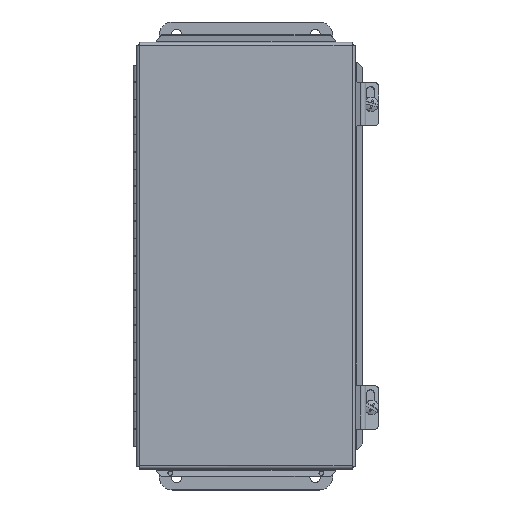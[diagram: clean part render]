
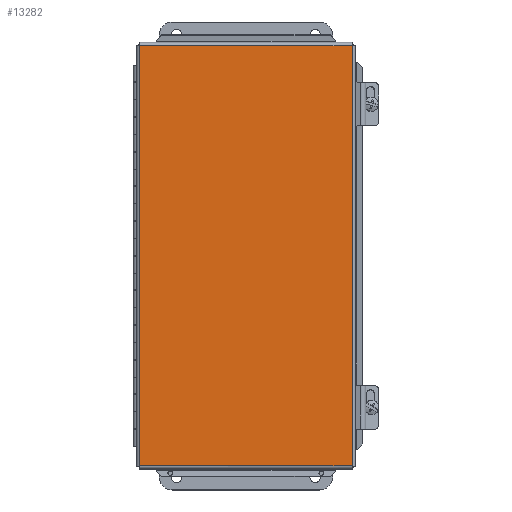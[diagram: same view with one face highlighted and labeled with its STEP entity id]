
A CAD part, top view. The second image highlights one B-rep face of the part: STEP entity #13282.
In plain terms, the highlighted face is planar.
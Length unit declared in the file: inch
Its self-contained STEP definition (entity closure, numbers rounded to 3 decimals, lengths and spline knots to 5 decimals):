
#12601=CARTESIAN_POINT('',(6.21675,0.09325,0.));
#12602=VERTEX_POINT('',#12601);
#12613=CARTESIAN_POINT('',(6.21675,12.21675,0.));
#12614=VERTEX_POINT('',#12613);
#12615=CARTESIAN_POINT('',(6.21675,12.21675,0.));
#12616=DIRECTION('',(0.0,-1.0,0.0));
#12617=VECTOR('',#12616,12.1235);
#12618=LINE('',#12615,#12617);
#12619=EDGE_CURVE('',#12614,#12602,#12618,.T.);
#12779=CARTESIAN_POINT('',(0.09325,0.09325,0.));
#12780=VERTEX_POINT('',#12779);
#12791=CARTESIAN_POINT('',(6.21675,0.09325,0.));
#12792=DIRECTION('',(-1.0,0.0,0.0));
#12793=VECTOR('',#12792,6.1235);
#12794=LINE('',#12791,#12793);
#12795=EDGE_CURVE('',#12602,#12780,#12794,.T.);
#12948=CARTESIAN_POINT('',(0.09325,12.21675,0.));
#12949=VERTEX_POINT('',#12948);
#12960=CARTESIAN_POINT('',(0.09325,0.09325,0.));
#12961=DIRECTION('',(0.0,1.0,0.0));
#12962=VECTOR('',#12961,12.1235);
#12963=LINE('',#12960,#12962);
#12964=EDGE_CURVE('',#12780,#12949,#12963,.T.);
#13127=CARTESIAN_POINT('',(0.09325,12.21675,0.));
#13128=DIRECTION('',(1.0,0.0,0.0));
#13129=VECTOR('',#13128,6.1235);
#13130=LINE('',#13127,#13129);
#13131=EDGE_CURVE('',#12949,#12614,#13130,.T.);
#13271=CARTESIAN_POINT('',(3.155,6.155,0.));
#13272=DIRECTION('',(0.0,0.0,1.0));
#13273=DIRECTION('',(1.0,0.0,0.0));
#13274=AXIS2_PLACEMENT_3D('',#13271,#13272,#13273);
#13275=PLANE('',#13274);
#13276=ORIENTED_EDGE('',*,*,#12619,.T.);
#13277=ORIENTED_EDGE('',*,*,#12795,.T.);
#13278=ORIENTED_EDGE('',*,*,#12964,.T.);
#13279=ORIENTED_EDGE('',*,*,#13131,.T.);
#13280=EDGE_LOOP('',(#13276,#13277,#13278,#13279));
#13281=FACE_OUTER_BOUND('',#13280,.T.);
#13282=ADVANCED_FACE('',(#13281),#13275,.F.);
